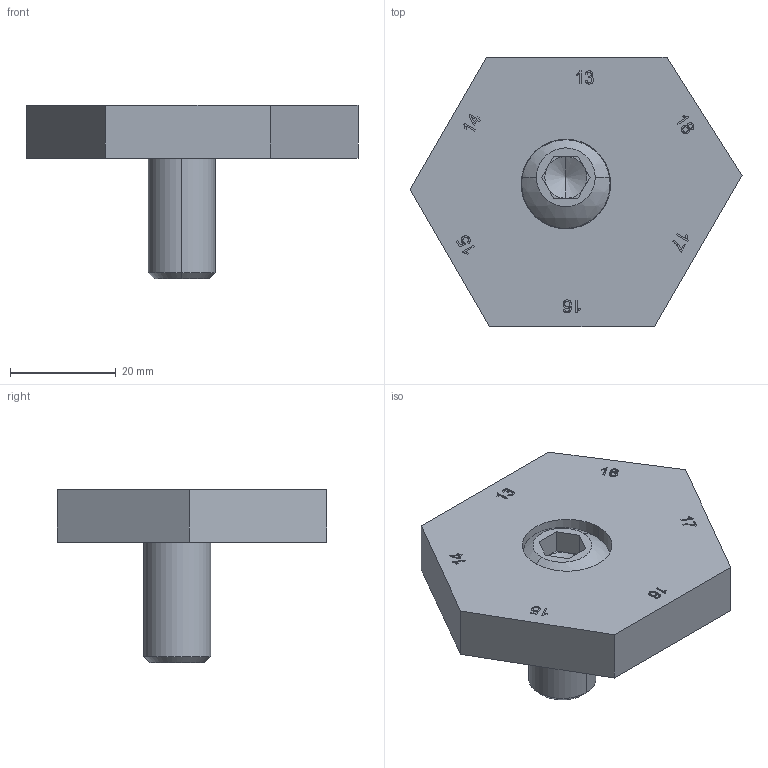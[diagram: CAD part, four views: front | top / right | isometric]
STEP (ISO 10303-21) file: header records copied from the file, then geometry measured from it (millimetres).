
FILE_DESCRIPTION (( 'STEP AP214' ), '1' );
FILE_NAME ('SW3dPS-95130.step', '2010-05-05T01:48:13', ( 'SysAdmin' ), ( 'SolidWorks' ), 'SwSTEP 2.0', 'SolidWorks 2010', '' );
FILE_SCHEMA (( 'AUTOMOTIVE_DESIGN' ));
Length unit declared in the file: inch
Products named in the file (3): SW3dPS-95130_10373; SW3dPS-95130_190130; SW3dPS-95130
Assembly tree (2 placements, depth 2):
  SW3dPS-95130
    SW3dPS-95130_190130
    SW3dPS-95130_10373
Bounding box: 62.73 x 51 x 32.77 mm (x, y, z)
Volume: 26378.4 mm3; surface area: 8673.1 mm2
Topology: 2 solids, 2 shells, 183 faces, 473 edges, 311 vertices
Faces by surface type: plane 100, bspline 69, cylinder 8, cone 4, sphere 2
Entity records: 11303 total; most frequent: CARTESIAN_POINT 7177, ORIENTED_EDGE 942, DIRECTION 593, EDGE_CURVE 471, VERTEX_POINT 311, VECTOR 303, LINE 303, EDGE_LOOP 204
